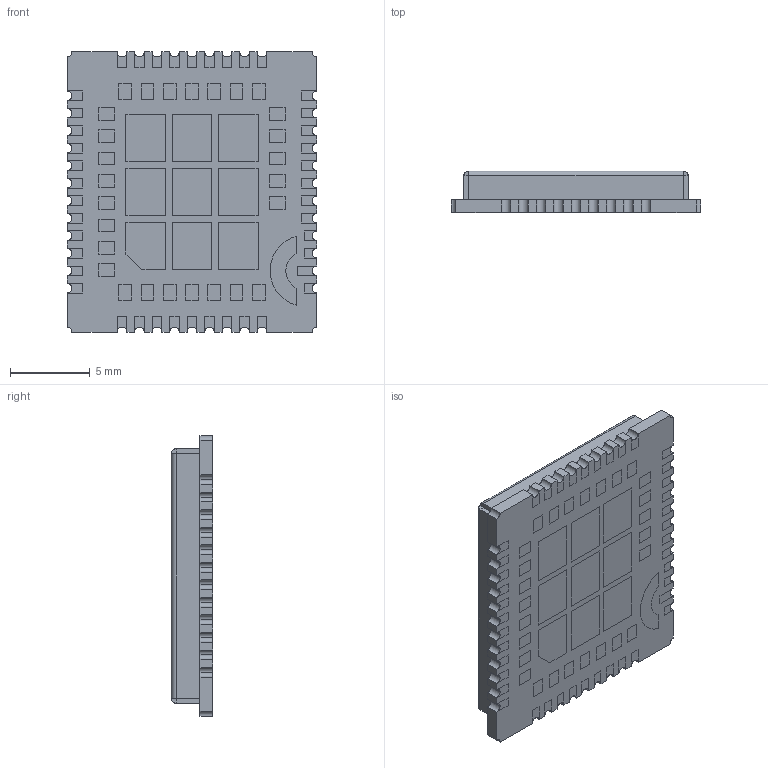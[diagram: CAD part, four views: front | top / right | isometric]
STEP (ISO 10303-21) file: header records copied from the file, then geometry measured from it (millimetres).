
FILE_DESCRIPTION (( 'STEP AP214' ), '1' );
FILE_NAME ('SIM7080G.STEP', '2024-06-02T14:23:53', ( 'LENOVO' ), ( '' ), 'SwSTEP 2.0', 'SolidWorks 2021', '' );
FILE_SCHEMA (( 'AUTOMOTIVE_DESIGN' ));
Length unit declared in the file: millimetre
Products named in the file (1): SIM7080G
Bounding box: 15.7 x 2.6 x 17.6 mm (x, y, z)
Volume: 308.5 mm3; surface area: 1758.9 mm2
Topology: 82 solids, 82 shells, 1060 faces, 2550 edges, 1692 vertices
Faces by surface type: plane 982, cylinder 70, bspline 8
Entity records: 31116 total; most frequent: CARTESIAN_POINT 5431, ORIENTED_EDGE 5100, DIRECTION 4780, EDGE_CURVE 2550, LINE 2410, VECTOR 2410, VERTEX_POINT 1692, AXIS2_PLACEMENT_3D 1185
